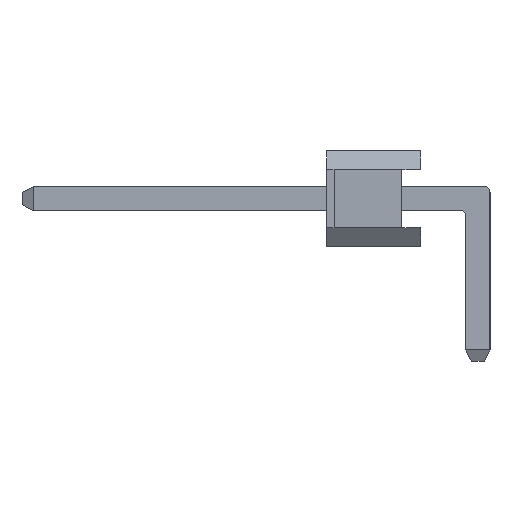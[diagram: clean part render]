
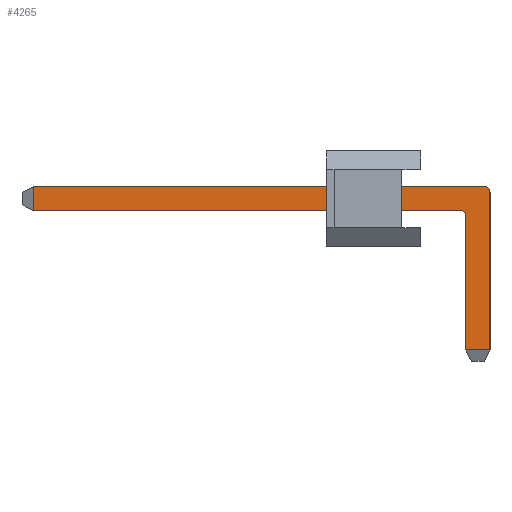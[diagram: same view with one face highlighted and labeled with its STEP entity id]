
A CAD part, left-side view. The second image highlights one B-rep face of the part: STEP entity #4265.
In plain terms, the highlighted planar face has unit normal (-1, 0, 0).
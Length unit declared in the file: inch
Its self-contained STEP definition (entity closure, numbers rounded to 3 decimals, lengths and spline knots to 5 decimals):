
#187 = VECTOR ( 'NONE', #20176, 39.37008 ) ;
#813 = CIRCLE ( 'NONE', #17575, 0.00591 ) ;
#1547 = VECTOR ( 'NONE', #18891, 39.37008 ) ;
#1598 = EDGE_CURVE ( 'NONE', #6464, #15688, #19539, .T. ) ;
#3302 = CARTESIAN_POINT ( 'NONE',  ( 0., 0., 0.16496 ) ) ;
#3675 = CIRCLE ( 'NONE', #16545, 0.00591 ) ;
#4183 = CARTESIAN_POINT ( 'NONE',  ( 0., 0.00591, 0.16496 ) ) ;
#4265 = ADVANCED_FACE ( 'NONE', ( #8176 ), #5592, .T. ) ;
#4271 = CARTESIAN_POINT ( 'NONE',  ( 0., 0.47728, 0.17087 ) ) ;
#4352 = AXIS2_PLACEMENT_3D ( 'NONE', #10696, #7329, #19401 ) ;
#4563 = DIRECTION ( 'NONE',  ( 0., -1., 0. ) ) ;
#4600 = CARTESIAN_POINT ( 'NONE',  ( 0., 0., -0.06614 ) ) ;
#5353 = CARTESIAN_POINT ( 'NONE',  ( 0., 0.0311, 0.13976 ) ) ;
#5592 = PLANE ( 'NONE',  #4352 ) ;
#5718 = CARTESIAN_POINT ( 'NONE',  ( 0., 0.0252, -0.06614 ) ) ;
#5926 = DIRECTION ( 'NONE',  ( 0., 1., 0. ) ) ;
#6116 = ORIENTED_EDGE ( 'NONE', *, *, #14215, .T. ) ;
#6161 = LINE ( 'NONE', #13652, #1547 ) ;
#6464 = VERTEX_POINT ( 'NONE', #19016 ) ;
#6471 = LINE ( 'NONE', #4600, #9939 ) ;
#6503 = ORIENTED_EDGE ( 'NONE', *, *, #1598, .T. ) ;
#7083 = DIRECTION ( 'NONE',  ( 0., 0., -1. ) ) ;
#7329 = DIRECTION ( 'NONE',  ( -1., 0., 0. ) ) ;
#7409 = VECTOR ( 'NONE', #11994, 39.37008 ) ;
#7445 = EDGE_CURVE ( 'NONE', #15688, #10616, #9086, .T. ) ;
#7523 = DIRECTION ( 'NONE',  ( 0., 0., -1. ) ) ;
#7819 = VERTEX_POINT ( 'NONE', #10628 ) ;
#8176 = FACE_OUTER_BOUND ( 'NONE', #11698, .T. ) ;
#9086 = LINE ( 'NONE', #20107, #14196 ) ;
#9778 = DIRECTION ( 'NONE',  ( 0., 0., 1. ) ) ;
#9939 = VECTOR ( 'NONE', #9778, 39.37008 ) ;
#10257 = CARTESIAN_POINT ( 'NONE',  ( 0., 0.08279, 0.14567 ) ) ;
#10326 = VECTOR ( 'NONE', #7523, 39.37008 ) ;
#10616 = VERTEX_POINT ( 'NONE', #22168 ) ;
#10628 = CARTESIAN_POINT ( 'NONE',  ( 0., 0.47728, 0.14567 ) ) ;
#10696 = CARTESIAN_POINT ( 'NONE',  ( 0., 0.08279, -0.06614 ) ) ;
#11010 = CARTESIAN_POINT ( 'NONE',  ( 0., 0.0252, 0. ) ) ;
#11698 = EDGE_LOOP ( 'NONE', ( #16503, #17838, #6503, #19857, #22310, #6116, #21847, #14515 ) ) ;
#11723 = EDGE_CURVE ( 'NONE', #10616, #20329, #6471, .T. ) ;
#11994 = DIRECTION ( 'NONE',  ( 0., -1., 0. ) ) ;
#12278 = CARTESIAN_POINT ( 'NONE',  ( 0., 0.0311, 0.14567 ) ) ;
#13436 = EDGE_CURVE ( 'NONE', #18127, #6464, #3675, .T. ) ;
#13652 = CARTESIAN_POINT ( 'NONE',  ( 0., 0.47728, -0.06614 ) ) ;
#14196 = VECTOR ( 'NONE', #4563, 39.37008 ) ;
#14215 = EDGE_CURVE ( 'NONE', #20329, #20997, #813, .T. ) ;
#14515 = ORIENTED_EDGE ( 'NONE', *, *, #16027, .T. ) ;
#14791 = CARTESIAN_POINT ( 'NONE',  ( 0., 0.00591, 0.17087 ) ) ;
#15688 = VERTEX_POINT ( 'NONE', #11010 ) ;
#15862 = EDGE_CURVE ( 'NONE', #20997, #17494, #18579, .T. ) ;
#16027 = EDGE_CURVE ( 'NONE', #17494, #7819, #6161, .T. ) ;
#16242 = DIRECTION ( 'NONE',  ( -1., 0., 0. ) ) ;
#16503 = ORIENTED_EDGE ( 'NONE', *, *, #17782, .T. ) ;
#16545 = AXIS2_PLACEMENT_3D ( 'NONE', #5353, #17411, #7083 ) ;
#17411 = DIRECTION ( 'NONE',  ( 1., 0., 0. ) ) ;
#17494 = VERTEX_POINT ( 'NONE', #4271 ) ;
#17575 = AXIS2_PLACEMENT_3D ( 'NONE', #4183, #16242, #5926 ) ;
#17782 = EDGE_CURVE ( 'NONE', #7819, #18127, #20647, .T. ) ;
#17838 = ORIENTED_EDGE ( 'NONE', *, *, #13436, .T. ) ;
#18127 = VERTEX_POINT ( 'NONE', #12278 ) ;
#18440 = CARTESIAN_POINT ( 'NONE',  ( 0., 0.08279, 0.17087 ) ) ;
#18579 = LINE ( 'NONE', #18440, #187 ) ;
#18891 = DIRECTION ( 'NONE',  ( 0., 0., -1. ) ) ;
#19016 = CARTESIAN_POINT ( 'NONE',  ( 0., 0.0252, 0.13976 ) ) ;
#19401 = DIRECTION ( 'NONE',  ( 0., -1., 0. ) ) ;
#19539 = LINE ( 'NONE', #5718, #10326 ) ;
#19857 = ORIENTED_EDGE ( 'NONE', *, *, #7445, .T. ) ;
#20107 = CARTESIAN_POINT ( 'NONE',  ( 0., 0.08279, 0. ) ) ;
#20176 = DIRECTION ( 'NONE',  ( 0., 1., 0. ) ) ;
#20329 = VERTEX_POINT ( 'NONE', #3302 ) ;
#20647 = LINE ( 'NONE', #10257, #7409 ) ;
#20997 = VERTEX_POINT ( 'NONE', #14791 ) ;
#21847 = ORIENTED_EDGE ( 'NONE', *, *, #15862, .T. ) ;
#22168 = CARTESIAN_POINT ( 'NONE',  ( 0., 0., 0. ) ) ;
#22310 = ORIENTED_EDGE ( 'NONE', *, *, #11723, .T. ) ;
